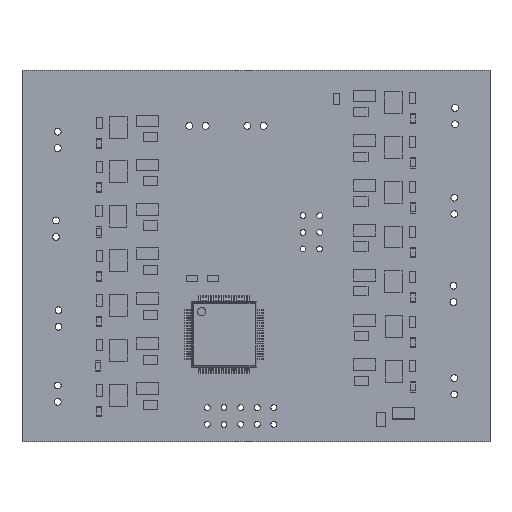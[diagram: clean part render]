
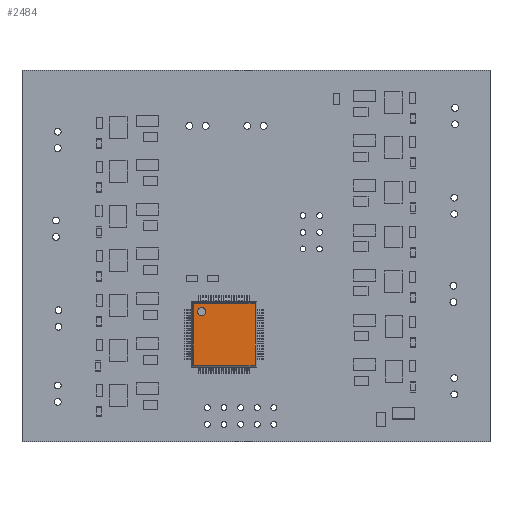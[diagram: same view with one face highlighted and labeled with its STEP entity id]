
A CAD part, top view. The second image highlights one B-rep face of the part: STEP entity #2484.
In plain terms, the highlighted planar face has unit normal (0, 0, 1).
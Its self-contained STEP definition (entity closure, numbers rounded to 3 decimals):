
#2390 = VERTEX_POINT('',#2391);
#2391 = CARTESIAN_POINT('',(-4.726,-4.726,1.2));
#2398 = EDGE_CURVE('',#2390,#2399,#2401,.T.);
#2399 = VERTEX_POINT('',#2400);
#2400 = CARTESIAN_POINT('',(-4.726,4.726,1.2));
#2401 = LINE('',#2402,#2403);
#2402 = CARTESIAN_POINT('',(-4.726,-4.802,1.2));
#2403 = VECTOR('',#2404,1.);
#2404 = DIRECTION('',(0.,1.,0.));
#2465 = VERTEX_POINT('',#2466);
#2466 = CARTESIAN_POINT('',(4.726,-4.726,1.2));
#2473 = EDGE_CURVE('',#2390,#2465,#2474,.T.);
#2474 = LINE('',#2475,#2476);
#2475 = CARTESIAN_POINT('',(-4.802,-4.726,1.2));
#2476 = VECTOR('',#2477,1.);
#2477 = DIRECTION('',(1.,0.,0.));
#2484 = ADVANCED_FACE('',(#2485,#2503),#2514,.T.);
#2485 = FACE_BOUND('',#2486,.T.);
#2486 = EDGE_LOOP('',(#2487,#2488,#2489,#2497));
#2487 = ORIENTED_EDGE('',*,*,#2398,.F.);
#2488 = ORIENTED_EDGE('',*,*,#2473,.T.);
#2489 = ORIENTED_EDGE('',*,*,#2490,.T.);
#2490 = EDGE_CURVE('',#2465,#2491,#2493,.T.);
#2491 = VERTEX_POINT('',#2492);
#2492 = CARTESIAN_POINT('',(4.726,4.726,1.2));
#2493 = LINE('',#2494,#2495);
#2494 = CARTESIAN_POINT('',(4.726,-4.802,1.2));
#2495 = VECTOR('',#2496,1.);
#2496 = DIRECTION('',(0.,1.,0.));
#2497 = ORIENTED_EDGE('',*,*,#2498,.F.);
#2498 = EDGE_CURVE('',#2399,#2491,#2499,.T.);
#2499 = LINE('',#2500,#2501);
#2500 = CARTESIAN_POINT('',(-4.802,4.726,1.2));
#2501 = VECTOR('',#2502,1.);
#2502 = DIRECTION('',(1.,0.,0.));
#2503 = FACE_BOUND('',#2504,.T.);
#2504 = EDGE_LOOP('',(#2505));
#2505 = ORIENTED_EDGE('',*,*,#2506,.F.);
#2506 = EDGE_CURVE('',#2507,#2507,#2509,.T.);
#2507 = VERTEX_POINT('',#2508);
#2508 = CARTESIAN_POINT('',(-2.817,3.442,1.2));
#2509 = CIRCLE('',#2510,0.625);
#2510 = AXIS2_PLACEMENT_3D('',#2511,#2512,#2513);
#2511 = CARTESIAN_POINT('',(-3.442,3.442,1.2));
#2512 = DIRECTION('',(0.,0.,1.));
#2513 = DIRECTION('',(1.,0.,0.));
#2514 = PLANE('',#2515);
#2515 = AXIS2_PLACEMENT_3D('',#2516,#2517,#2518);
#2516 = CARTESIAN_POINT('',(-5.,-5.,1.2));
#2517 = DIRECTION('',(0.,0.,1.));
#2518 = DIRECTION('',(1.,0.,0.));
